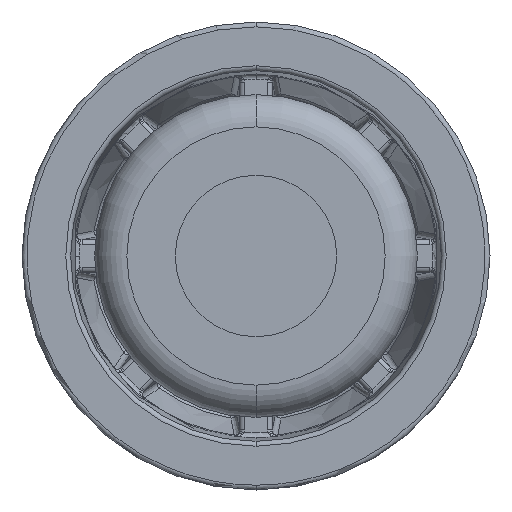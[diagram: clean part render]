
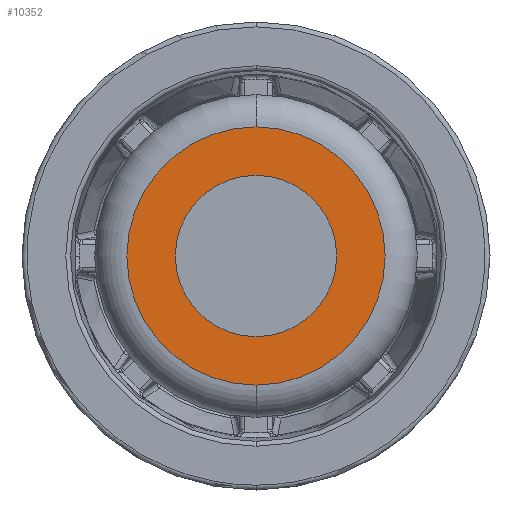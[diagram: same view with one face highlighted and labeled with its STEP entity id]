
A CAD part, front view. The second image highlights one B-rep face of the part: STEP entity #10352.
In plain terms, the highlighted planar face has unit normal (0, -1, 0).
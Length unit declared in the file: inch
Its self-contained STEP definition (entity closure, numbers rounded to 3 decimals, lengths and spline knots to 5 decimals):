
#425 = DIRECTION ( 'NONE',  ( 0., 1., 0. ) ) ;
#1305 = CIRCLE ( 'NONE', #17735, 0.31496 ) ;
#1308 = CIRCLE ( 'NONE', #20520, 0.31496 ) ;
#1863 = CARTESIAN_POINT ( 'NONE',  ( 0.6135, -0.01966, 0.9282 ) ) ;
#2082 = CIRCLE ( 'NONE', #17640, 0.19685 ) ;
#2175 = FACE_OUTER_BOUND ( 'NONE', #10000, .T. ) ;
#2226 = CARTESIAN_POINT ( 'NONE',  ( 0.6135, -0.01966, 0.61324 ) ) ;
#2389 = ORIENTED_EDGE ( 'NONE', *, *, #15052, .T. ) ;
#2514 = DIRECTION ( 'NONE',  ( 0., 1., 0. ) ) ;
#3644 = DIRECTION ( 'NONE',  ( 0., 0., 1. ) ) ;
#6362 = AXIS2_PLACEMENT_3D ( 'NONE', #19828, #21642, #10958 ) ;
#6431 = EDGE_CURVE ( 'NONE', #13260, #14906, #1305, .T. ) ;
#6682 = CARTESIAN_POINT ( 'NONE',  ( 0.6135, -0.01966, 0.9282 ) ) ;
#7361 = ORIENTED_EDGE ( 'NONE', *, *, #13464, .T. ) ;
#8132 = VERTEX_POINT ( 'NONE', #11714 ) ;
#8440 = DIRECTION ( 'NONE',  ( 0., 0., -1. ) ) ;
#8747 = VERTEX_POINT ( 'NONE', #15356 ) ;
#9255 = EDGE_CURVE ( 'NONE', #14906, #13260, #1308, .T. ) ;
#9351 = CARTESIAN_POINT ( 'NONE',  ( 0.6135, -0.01966, 1.24316 ) ) ;
#10000 = EDGE_LOOP ( 'NONE', ( #21833, #22236 ) ) ;
#10352 = ADVANCED_FACE ( 'NONE', ( #19985, #2175 ), #18069, .T. ) ;
#10958 = DIRECTION ( 'NONE',  ( 0., 0., -1. ) ) ;
#11074 = CARTESIAN_POINT ( 'NONE',  ( 0.6135, -0.01966, 0.9282 ) ) ;
#11714 = CARTESIAN_POINT ( 'NONE',  ( 0.6135, -0.01966, 0.73135 ) ) ;
#12868 = DIRECTION ( 'NONE',  ( 0., 0., -1. ) ) ;
#13168 = CARTESIAN_POINT ( 'NONE',  ( 0.6135, -0.01966, 0.9282 ) ) ;
#13260 = VERTEX_POINT ( 'NONE', #2226 ) ;
#13464 = EDGE_CURVE ( 'NONE', #8747, #8132, #20198, .T. ) ;
#14310 = DIRECTION ( 'NONE',  ( 0., 1., 0. ) ) ;
#14906 = VERTEX_POINT ( 'NONE', #9351 ) ;
#14977 = DIRECTION ( 'NONE',  ( 0., 0., 1. ) ) ;
#15052 = EDGE_CURVE ( 'NONE', #8132, #8747, #2082, .T. ) ;
#15356 = CARTESIAN_POINT ( 'NONE',  ( 0.6135, -0.01966, 1.12505 ) ) ;
#16722 = AXIS2_PLACEMENT_3D ( 'NONE', #13168, #2514, #14977 ) ;
#17640 = AXIS2_PLACEMENT_3D ( 'NONE', #1863, #14310, #3644 ) ;
#17735 = AXIS2_PLACEMENT_3D ( 'NONE', #11074, #425, #12868 ) ;
#18069 = PLANE ( 'NONE',  #6362 ) ;
#18792 = EDGE_LOOP ( 'NONE', ( #7361, #2389 ) ) ;
#19123 = DIRECTION ( 'NONE',  ( 0., 1., 0. ) ) ;
#19828 = CARTESIAN_POINT ( 'NONE',  ( 0.81035, -0.01966, 0.9282 ) ) ;
#19985 = FACE_BOUND ( 'NONE', #18792, .T. ) ;
#20198 = CIRCLE ( 'NONE', #16722, 0.19685 ) ;
#20520 = AXIS2_PLACEMENT_3D ( 'NONE', #6682, #19123, #8440 ) ;
#21642 = DIRECTION ( 'NONE',  ( 0., -1., 0. ) ) ;
#21833 = ORIENTED_EDGE ( 'NONE', *, *, #6431, .F. ) ;
#22236 = ORIENTED_EDGE ( 'NONE', *, *, #9255, .F. ) ;
